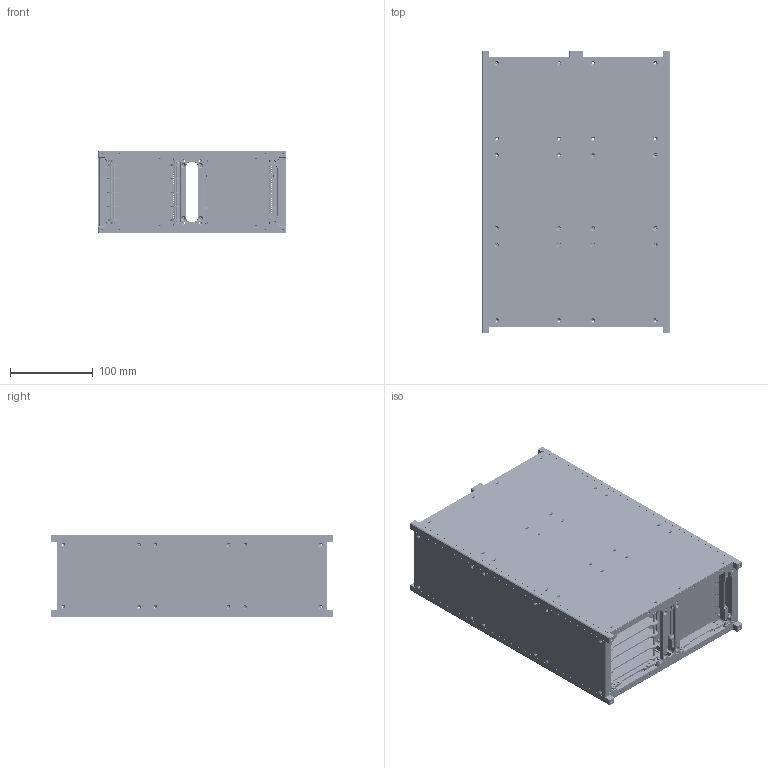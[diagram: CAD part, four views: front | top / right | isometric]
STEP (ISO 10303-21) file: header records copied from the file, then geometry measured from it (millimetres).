
FILE_DESCRIPTION((''),'2;1');
FILE_NAME('TCS-6U-MAIN-ASM-EXAMPLE_ASM','2021-08-23T12:05:57',('nler'),(''),'CREO PARAMETRIC BY PTC INC, 2019471','CREO PARAMETRIC BY PTC INC, 2019471','');
FILE_SCHEMA(('CONFIG_CONTROL_DESIGN'));
Products named in the file (19): ISIS-STSX-1-1-001; ISIS-STSX-1-1-002; ISIS-STSX-1-1-003; DIN912_M2_5X8; ISIS-STSX-1-1-005; ISIS-STSX-1-1-004; ISIS-STSX-1-1-006; ISIS-STSX-1-2-001; ISIS-STSX-1-2-002; ISIS-STSX-1-2-003; ISO14581_M2X6; PC104_PCB_REVD; TCS-6U-STACK-1U-EXAMPLE_ASM; ISIS-STSX-1-2-004; TCS-6U-STACK-2U-EXAMPLE_ASM; ISO14581_M2_5X8; TCS-6U-BMSP-6U-EXAMPLE; TCS-6U-BMSP-3U-EXAMPLE; TCS-6U-MAIN-ASM-EXAMPLE_ASM
Assembly tree (142 placements, depth 3):
  TCS-6U-MAIN-ASM-EXAMPLE_ASM
    ISIS-STSX-1-1-001  x2
    ISIS-STSX-1-1-002  x6
    ISIS-STSX-1-1-003  x4
    DIN912_M2_5X8  x40
    ISIS-STSX-1-1-005  x2
    ISIS-STSX-1-1-004  x2
    ISIS-STSX-1-1-006  x2
    TCS-6U-STACK-1U-EXAMPLE_ASM  x3
      ISIS-STSX-1-2-001
      ISIS-STSX-1-2-002
      ISIS-STSX-1-2-003
      ISO14581_M2X6
      PC104_PCB_REVD
    TCS-6U-STACK-2U-EXAMPLE_ASM
      ISIS-STSX-1-2-001
      ISIS-STSX-1-2-002
      ISIS-STSX-1-2-004  x4
      ISO14581_M2X6  x8
      PC104_PCB_REVD  x11
    ISO14581_M2_5X8  x32
    TCS-6U-BMSP-6U-EXAMPLE  x2
    TCS-6U-BMSP-3U-EXAMPLE  x2
Bounding box: 226.3 x 340.5 x 100 mm (x, y, z)
Volume: 803148.6 mm3; surface area: 1189348.9 mm2
Topology: 176 solids, 176 shells, 15786 faces, 43860 edges, 28568 vertices
Faces by surface type: cylinder 10116, plane 4334, cone 1256, torus 80
Entity records: 78504 total; most frequent: DIRECTION 14157, CARTESIAN_POINT 13897, ORIENTED_EDGE 12858, EDGE_CURVE 6429, AXIS2_PLACEMENT_3D 5251, VERTEX_POINT 4170, VECTOR 3655, LINE 3655
